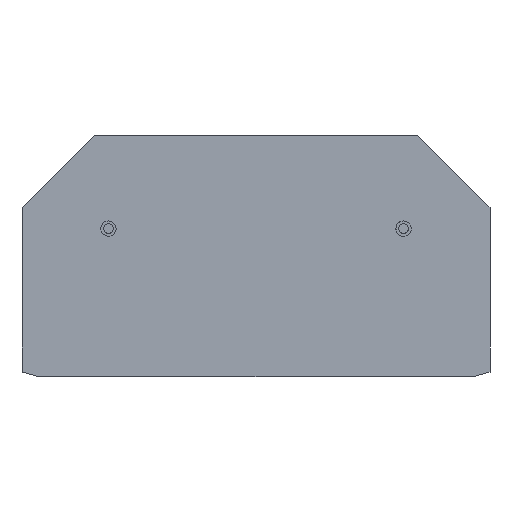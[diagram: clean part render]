
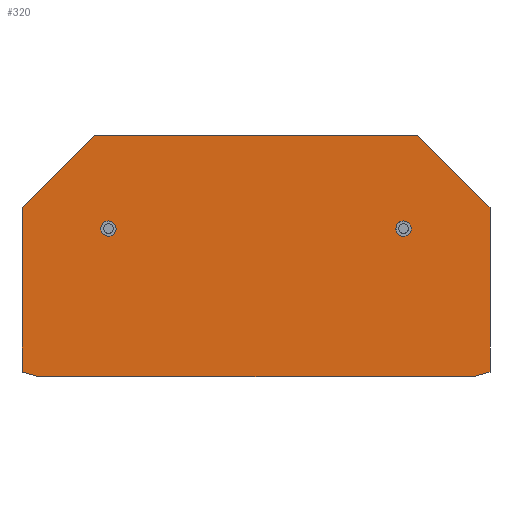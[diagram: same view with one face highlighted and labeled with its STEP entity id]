
A CAD part, left-side view. The second image highlights one B-rep face of the part: STEP entity #320.
In plain terms, the highlighted planar face has unit normal (-1, 0, 0).
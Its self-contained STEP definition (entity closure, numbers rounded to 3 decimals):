
#188=AXIS2_PLACEMENT_3D('Plane Axis2P3D',#185,#186,#187) ;
#55=CARTESIAN_POINT('Vertex',(2.5,25.5,41.4)) ;
#59=CARTESIAN_POINT('Control Point',(2.5,25.5,41.4)) ;
#60=CARTESIAN_POINT('Control Point',(2.5,24.793,41.4)) ;
#61=CARTESIAN_POINT('Control Point',(2.5,24.086,41.678)) ;
#62=CARTESIAN_POINT('Control Point',(2.5,23.528,42.236)) ;
#63=CARTESIAN_POINT('Control Point',(2.5,22.972,43.65)) ;
#64=CARTESIAN_POINT('Control Point',(2.5,23.528,45.064)) ;
#65=CARTESIAN_POINT('Control Point',(2.5,24.086,45.622)) ;
#66=CARTESIAN_POINT('Control Point',(2.5,24.793,45.9)) ;
#67=CARTESIAN_POINT('Control Point',(2.5,25.5,45.9)) ;
#68=CARTESIAN_POINT('Vertex',(2.5,25.5,45.9)) ;
#167=CARTESIAN_POINT('Control Point',(2.5,25.5,45.9)) ;
#168=CARTESIAN_POINT('Control Point',(2.5,26.207,45.9)) ;
#169=CARTESIAN_POINT('Control Point',(2.5,26.914,45.622)) ;
#170=CARTESIAN_POINT('Control Point',(2.5,27.472,45.064)) ;
#171=CARTESIAN_POINT('Control Point',(2.5,28.028,43.65)) ;
#172=CARTESIAN_POINT('Control Point',(2.5,27.472,42.236)) ;
#173=CARTESIAN_POINT('Control Point',(2.5,26.914,41.678)) ;
#174=CARTESIAN_POINT('Control Point',(2.5,26.207,41.4)) ;
#175=CARTESIAN_POINT('Control Point',(2.5,25.5,41.4)) ;
#185=CARTESIAN_POINT('Axis2P3D Location',(2.5,0.,0.)) ;
#190=CARTESIAN_POINT('Line Origine',(2.5,0.,25.62)) ;
#194=CARTESIAN_POINT('Vertex',(2.5,0.,49.9)) ;
#196=CARTESIAN_POINT('Vertex',(2.5,0.,1.34)) ;
#199=CARTESIAN_POINT('Line Origine',(2.5,10.625,60.525)) ;
#203=CARTESIAN_POINT('Vertex',(2.5,21.25,71.15)) ;
#206=CARTESIAN_POINT('Line Origine',(2.5,69.,71.15)) ;
#210=CARTESIAN_POINT('Vertex',(2.5,116.75,71.15)) ;
#213=CARTESIAN_POINT('Line Origine',(2.5,127.375,60.525)) ;
#217=CARTESIAN_POINT('Vertex',(2.5,138.,49.9)) ;
#220=CARTESIAN_POINT('Line Origine',(2.5,138.,25.62)) ;
#224=CARTESIAN_POINT('Vertex',(2.5,138.,1.34)) ;
#227=CARTESIAN_POINT('Line Origine',(2.5,135.5,0.67)) ;
#231=CARTESIAN_POINT('Vertex',(2.5,133.,0.)) ;
#234=CARTESIAN_POINT('Line Origine',(2.5,69.,0.)) ;
#238=CARTESIAN_POINT('Vertex',(2.5,5.,0.)) ;
#241=CARTESIAN_POINT('Line Origine',(2.5,2.5,0.67)) ;
#261=CARTESIAN_POINT('Control Point',(2.5,112.5,45.9)) ;
#262=CARTESIAN_POINT('Control Point',(2.5,112.72,45.9)) ;
#263=CARTESIAN_POINT('Control Point',(2.5,112.941,45.873)) ;
#264=CARTESIAN_POINT('Control Point',(2.5,113.157,45.819)) ;
#265=CARTESIAN_POINT('Control Point',(2.5,113.571,45.659)) ;
#266=CARTESIAN_POINT('Control Point',(2.5,113.935,45.404)) ;
#267=CARTESIAN_POINT('Control Point',(2.5,114.1,45.255)) ;
#268=CARTESIAN_POINT('Control Point',(2.5,114.391,44.919)) ;
#269=CARTESIAN_POINT('Control Point',(2.5,114.592,44.523)) ;
#270=CARTESIAN_POINT('Control Point',(2.5,114.667,44.313)) ;
#271=CARTESIAN_POINT('Control Point',(2.5,114.765,43.88)) ;
#272=CARTESIAN_POINT('Control Point',(2.5,114.756,43.436)) ;
#273=CARTESIAN_POINT('Control Point',(2.5,114.724,43.215)) ;
#274=CARTESIAN_POINT('Control Point',(2.5,114.607,42.787)) ;
#275=CARTESIAN_POINT('Control Point',(2.5,114.39,42.399)) ;
#276=CARTESIAN_POINT('Control Point',(2.5,114.258,42.22)) ;
#277=CARTESIAN_POINT('Control Point',(2.5,113.953,41.897)) ;
#278=CARTESIAN_POINT('Control Point',(2.5,113.579,41.657)) ;
#279=CARTESIAN_POINT('Control Point',(2.5,113.378,41.561)) ;
#280=CARTESIAN_POINT('Control Point',(2.5,113.081,41.461)) ;
#281=CARTESIAN_POINT('Control Point',(2.5,112.773,41.414)) ;
#282=CARTESIAN_POINT('Control Point',(2.5,112.682,41.405)) ;
#283=CARTESIAN_POINT('Control Point',(2.5,112.591,41.4)) ;
#284=CARTESIAN_POINT('Control Point',(2.5,112.5,41.4)) ;
#285=CARTESIAN_POINT('Vertex',(2.5,112.5,45.9)) ;
#287=CARTESIAN_POINT('Vertex',(2.5,112.5,41.4)) ;
#291=CARTESIAN_POINT('Control Point',(2.5,112.5,41.4)) ;
#292=CARTESIAN_POINT('Control Point',(2.5,112.28,41.4)) ;
#293=CARTESIAN_POINT('Control Point',(2.5,112.059,41.427)) ;
#294=CARTESIAN_POINT('Control Point',(2.5,111.843,41.481)) ;
#295=CARTESIAN_POINT('Control Point',(2.5,111.429,41.641)) ;
#296=CARTESIAN_POINT('Control Point',(2.5,111.065,41.896)) ;
#297=CARTESIAN_POINT('Control Point',(2.5,110.9,42.045)) ;
#298=CARTESIAN_POINT('Control Point',(2.5,110.609,42.381)) ;
#299=CARTESIAN_POINT('Control Point',(2.5,110.408,42.777)) ;
#300=CARTESIAN_POINT('Control Point',(2.5,110.333,42.987)) ;
#301=CARTESIAN_POINT('Control Point',(2.5,110.235,43.42)) ;
#302=CARTESIAN_POINT('Control Point',(2.5,110.244,43.864)) ;
#303=CARTESIAN_POINT('Control Point',(2.5,110.276,44.085)) ;
#304=CARTESIAN_POINT('Control Point',(2.5,110.393,44.513)) ;
#305=CARTESIAN_POINT('Control Point',(2.5,110.61,44.901)) ;
#306=CARTESIAN_POINT('Control Point',(2.5,110.742,45.08)) ;
#307=CARTESIAN_POINT('Control Point',(2.5,111.047,45.403)) ;
#308=CARTESIAN_POINT('Control Point',(2.5,111.421,45.643)) ;
#309=CARTESIAN_POINT('Control Point',(2.5,111.622,45.739)) ;
#310=CARTESIAN_POINT('Control Point',(2.5,111.919,45.839)) ;
#311=CARTESIAN_POINT('Control Point',(2.5,112.227,45.886)) ;
#312=CARTESIAN_POINT('Control Point',(2.5,112.318,45.895)) ;
#313=CARTESIAN_POINT('Control Point',(2.5,112.409,45.9)) ;
#314=CARTESIAN_POINT('Control Point',(2.5,112.5,45.9)) ;
#186=DIRECTION('Axis2P3D Direction',(1.,-0.,0.)) ;
#187=DIRECTION('Axis2P3D XDirection',(0.,0.,-1.)) ;
#191=DIRECTION('Vector Direction',(0.,0.,-1.)) ;
#200=DIRECTION('Vector Direction',(0.,0.707,0.707)) ;
#207=DIRECTION('Vector Direction',(0.,-1.,0.)) ;
#214=DIRECTION('Vector Direction',(0.,-0.707,0.707)) ;
#221=DIRECTION('Vector Direction',(0.,0.,1.)) ;
#228=DIRECTION('Vector Direction',(0.,-0.966,-0.259)) ;
#235=DIRECTION('Vector Direction',(0.,1.,0.)) ;
#242=DIRECTION('Vector Direction',(0.,-0.966,0.259)) ;
#192=VECTOR('Line Direction',#191,1.) ;
#201=VECTOR('Line Direction',#200,1.) ;
#208=VECTOR('Line Direction',#207,1.) ;
#215=VECTOR('Line Direction',#214,1.) ;
#222=VECTOR('Line Direction',#221,1.) ;
#229=VECTOR('Line Direction',#228,1.) ;
#236=VECTOR('Line Direction',#235,1.) ;
#243=VECTOR('Line Direction',#242,1.) ;
#247=ORIENTED_EDGE('',*,*,#198,.F.) ;
#248=ORIENTED_EDGE('',*,*,#205,.T.) ;
#249=ORIENTED_EDGE('',*,*,#212,.F.) ;
#250=ORIENTED_EDGE('',*,*,#219,.F.) ;
#251=ORIENTED_EDGE('',*,*,#226,.F.) ;
#252=ORIENTED_EDGE('',*,*,#233,.T.) ;
#253=ORIENTED_EDGE('',*,*,#240,.F.) ;
#254=ORIENTED_EDGE('',*,*,#245,.T.) ;
#257=ORIENTED_EDGE('',*,*,#176,.F.) ;
#258=ORIENTED_EDGE('',*,*,#70,.F.) ;
#317=ORIENTED_EDGE('',*,*,#289,.F.) ;
#318=ORIENTED_EDGE('',*,*,#315,.F.) ;
#259=FACE_BOUND('',#256,.T.) ;
#319=FACE_BOUND('',#316,.T.) ;
#320=ADVANCED_FACE('Koerper.2',(#255,#259,#319),#189,.F.) ;
#58=B_SPLINE_CURVE_WITH_KNOTS('',5,(#59,#60,#61,#62,#63,#64,#65,#66,#67),.UNSPECIFIED.,.F.,.U.,(6,3,6),(-3.534,0.,3.534),.UNSPECIFIED.) ;
#166=B_SPLINE_CURVE_WITH_KNOTS('',5,(#167,#168,#169,#170,#171,#172,#173,#174,#175),.UNSPECIFIED.,.F.,.U.,(6,3,6),(-3.534,0.,3.534),.UNSPECIFIED.) ;
#260=B_SPLINE_CURVE_WITH_KNOTS('',5,(#261,#262,#263,#264,#265,#266,#267,#268,#269,#270,#271,#272,#273,#274,#275,#276,#277,#278,#279,#280,#281,#282,#283,#284),.UNSPECIFIED.,.F.,.U.,(6,3,3,3,3,3,3,6),(0.,1.559,3.118,4.676,6.235,7.794,9.353,9.996),.UNSPECIFIED.) ;
#290=B_SPLINE_CURVE_WITH_KNOTS('',5,(#291,#292,#293,#294,#295,#296,#297,#298,#299,#300,#301,#302,#303,#304,#305,#306,#307,#308,#309,#310,#311,#312,#313,#314),.UNSPECIFIED.,.F.,.U.,(6,3,3,3,3,3,3,6),(0.,1.559,3.118,4.676,6.235,7.794,9.353,9.996),.UNSPECIFIED.) ;
#70=EDGE_CURVE('',#56,#69,#58,.T.) ;
#176=EDGE_CURVE('',#69,#56,#166,.T.) ;
#198=EDGE_CURVE('',#195,#197,#193,.T.) ;
#205=EDGE_CURVE('',#195,#204,#202,.T.) ;
#212=EDGE_CURVE('',#211,#204,#209,.T.) ;
#219=EDGE_CURVE('',#218,#211,#216,.T.) ;
#226=EDGE_CURVE('',#225,#218,#223,.T.) ;
#233=EDGE_CURVE('',#225,#232,#230,.T.) ;
#240=EDGE_CURVE('',#239,#232,#237,.T.) ;
#245=EDGE_CURVE('',#239,#197,#244,.T.) ;
#289=EDGE_CURVE('',#286,#288,#260,.T.) ;
#315=EDGE_CURVE('',#288,#286,#290,.T.) ;
#246=EDGE_LOOP('',(#247,#248,#249,#250,#251,#252,#253,#254)) ;
#256=EDGE_LOOP('',(#257,#258)) ;
#316=EDGE_LOOP('',(#317,#318)) ;
#255=FACE_OUTER_BOUND('',#246,.T.) ;
#193=LINE('Line',#190,#192) ;
#202=LINE('Line',#199,#201) ;
#209=LINE('Line',#206,#208) ;
#216=LINE('Line',#213,#215) ;
#223=LINE('Line',#220,#222) ;
#230=LINE('Line',#227,#229) ;
#237=LINE('Line',#234,#236) ;
#244=LINE('Line',#241,#243) ;
#189=PLANE('',#188) ;
#56=VERTEX_POINT('',#55) ;
#69=VERTEX_POINT('',#68) ;
#195=VERTEX_POINT('',#194) ;
#197=VERTEX_POINT('',#196) ;
#204=VERTEX_POINT('',#203) ;
#211=VERTEX_POINT('',#210) ;
#218=VERTEX_POINT('',#217) ;
#225=VERTEX_POINT('',#224) ;
#232=VERTEX_POINT('',#231) ;
#239=VERTEX_POINT('',#238) ;
#286=VERTEX_POINT('',#285) ;
#288=VERTEX_POINT('',#287) ;
